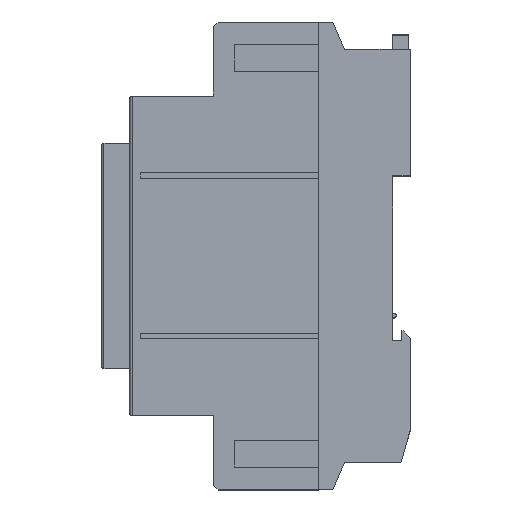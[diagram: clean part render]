
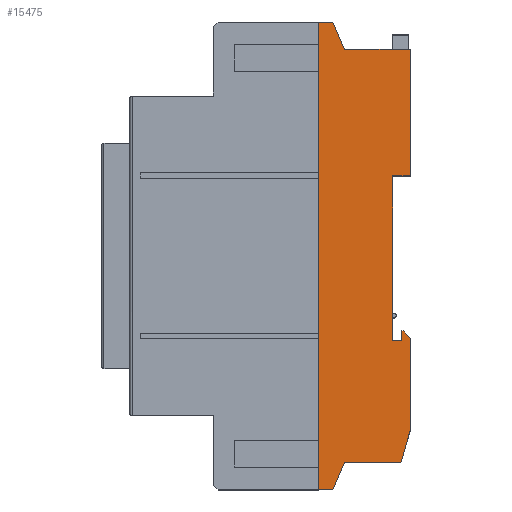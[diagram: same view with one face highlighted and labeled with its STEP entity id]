
A CAD part, top view. The second image highlights one B-rep face of the part: STEP entity #15475.
In plain terms, the highlighted face is planar.
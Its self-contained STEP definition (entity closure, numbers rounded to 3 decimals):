
#5523 = VERTEX_POINT ( 'NONE', #18380 ) ;
#14370 = VERTEX_POINT ( 'NONE', #20705 ) ;
#14373 = EDGE_CURVE ( 'NONE', #14370, #14375, #20704, .T. ) ;
#14375 = VERTEX_POINT ( 'NONE', #20700 ) ;
#14470 = EDGE_CURVE ( 'NONE', #14472, #14474, #20800, .T. ) ;
#14472 = VERTEX_POINT ( 'NONE', #20796 ) ;
#14474 = VERTEX_POINT ( 'NONE', #20795 ) ;
#14586 = VERTEX_POINT ( 'NONE', #20942 ) ;
#14590 = EDGE_CURVE ( 'NONE', #14586, #14593, #20941, .T. ) ;
#14593 = VERTEX_POINT ( 'NONE', #20937 ) ;
#14653 = EDGE_CURVE ( 'NONE', #14375, #14654, #21009, .T. ) ;
#14654 = VERTEX_POINT ( 'NONE', #21005 ) ;
#14701 = EDGE_CURVE ( 'NONE', #14703, #14705, #21029, .T. ) ;
#14703 = VERTEX_POINT ( 'NONE', #21025 ) ;
#14705 = VERTEX_POINT ( 'NONE', #21024 ) ;
#14798 = EDGE_CURVE ( 'NONE', #5523, #14800, #21114, .T. ) ;
#14800 = VERTEX_POINT ( 'NONE', #21171 ) ;
#15214 = EDGE_CURVE ( 'NONE', #15266, #14370, #21271, .T. ) ;
#15237 = EDGE_CURVE ( 'NONE', #14593, #15266, #21310, .T. ) ;
#15266 = VERTEX_POINT ( 'NONE', #21342 ) ;
#15291 = EDGE_CURVE ( 'NONE', #14472, #15292, #21384, .T. ) ;
#15292 = VERTEX_POINT ( 'NONE', #21380 ) ;
#15307 = EDGE_CURVE ( 'NONE', #15404, #14474, #21364, .T. ) ;
#15392 = EDGE_CURVE ( 'NONE', #14800, #14703, #21469, .T. ) ;
#15404 = VERTEX_POINT ( 'NONE', #21519 ) ;
#15422 = EDGE_CURVE ( 'NONE', #15404, #14586, #21503, .T. ) ;
#15432 = ORIENTED_EDGE ( 'NONE', *, *, #15506, .T. ) ;
#15433 = ORIENTED_EDGE ( 'NONE', *, *, #14701, .F. ) ;
#15435 = ORIENTED_EDGE ( 'NONE', *, *, #15392, .F. ) ;
#15449 = VERTEX_POINT ( 'NONE', #21548 ) ;
#15451 = ORIENTED_EDGE ( 'NONE', *, *, #15452, .T. ) ;
#15452 = EDGE_CURVE ( 'NONE', #15449, #14654, #21547, .T. ) ;
#15455 = ORIENTED_EDGE ( 'NONE', *, *, #14653, .F. ) ;
#15458 = ORIENTED_EDGE ( 'NONE', *, *, #14373, .F. ) ;
#15459 = ORIENTED_EDGE ( 'NONE', *, *, #15214, .F. ) ;
#15460 = ORIENTED_EDGE ( 'NONE', *, *, #15237, .F. ) ;
#15461 = ORIENTED_EDGE ( 'NONE', *, *, #14590, .F. ) ;
#15462 = ORIENTED_EDGE ( 'NONE', *, *, #15422, .F. ) ;
#15463 = ORIENTED_EDGE ( 'NONE', *, *, #15307, .T. ) ;
#15475 = ADVANCED_FACE ( 'NONE', ( #21539 ), #21538, .T. ) ;
#15478 = EDGE_LOOP ( 'NONE', ( #15481, #15482, #15485, #15451, #15455, #15458, #15459, #15460, #15461, #15462, #15463, #15576, #15577, #15432, #15433, #15435 ) ) ;
#15481 = ORIENTED_EDGE ( 'NONE', *, *, #14798, .F. ) ;
#15482 = ORIENTED_EDGE ( 'NONE', *, *, #15483, .T. ) ;
#15483 = EDGE_CURVE ( 'NONE', #5523, #15484, #21533, .T. ) ;
#15484 = VERTEX_POINT ( 'NONE', #21529 ) ;
#15485 = ORIENTED_EDGE ( 'NONE', *, *, #15487, .T. ) ;
#15487 = EDGE_CURVE ( 'NONE', #15484, #15449, #21528, .T. ) ;
#15506 = EDGE_CURVE ( 'NONE', #15292, #14705, #21587, .T. ) ;
#15576 = ORIENTED_EDGE ( 'NONE', *, *, #14470, .F. ) ;
#15577 = ORIENTED_EDGE ( 'NONE', *, *, #15291, .T. ) ;
#18380 = CARTESIAN_POINT ( 'NONE',  ( 0., -38.602, -29.39 ) ) ;
#20700 = CARTESIAN_POINT ( 'NONE',  ( 0., -39.102, -33.19 ) ) ;
#20701 = DIRECTION ( 'NONE',  ( 0., -1., 0. ) ) ;
#20702 = VECTOR ( 'NONE', #20701, 1000. ) ;
#20703 = CARTESIAN_POINT ( 'NONE',  ( 0., -100.108, -33.19 ) ) ;
#20704 = LINE ( 'NONE', #20703, #20702 ) ;
#20705 = CARTESIAN_POINT ( 'NONE',  ( 0., -4.102, -33.19 ) ) ;
#20795 = CARTESIAN_POINT ( 'NONE',  ( 0., 28.648, -48.89 ) ) ;
#20796 = CARTESIAN_POINT ( 'NONE',  ( 0., -70.852, -48.89 ) ) ;
#20797 = DIRECTION ( 'NONE',  ( 0., 1., 0. ) ) ;
#20798 = VECTOR ( 'NONE', #20797, 1000. ) ;
#20799 = CARTESIAN_POINT ( 'NONE',  ( 0., -100.108, -48.89 ) ) ;
#20800 = LINE ( 'NONE', #20799, #20798 ) ;
#20937 = CARTESIAN_POINT ( 'NONE',  ( 0., 22.898, -29.39 ) ) ;
#20938 = DIRECTION ( 'NONE',  ( 0., 0., 1. ) ) ;
#20939 = VECTOR ( 'NONE', #20938, 1000. ) ;
#20940 = CARTESIAN_POINT ( 'NONE',  ( 0., 22.898, -39.14 ) ) ;
#20941 = LINE ( 'NONE', #20940, #20939 ) ;
#20942 = CARTESIAN_POINT ( 'NONE',  ( 0., 22.898, -43.39 ) ) ;
#21005 = CARTESIAN_POINT ( 'NONE',  ( 0., -39.102, -31.19 ) ) ;
#21006 = DIRECTION ( 'NONE',  ( 0., 0., 1. ) ) ;
#21007 = VECTOR ( 'NONE', #21006, 1000. ) ;
#21008 = CARTESIAN_POINT ( 'NONE',  ( 0., -39.102, -39.14 ) ) ;
#21009 = LINE ( 'NONE', #21008, #21007 ) ;
#21024 = CARTESIAN_POINT ( 'NONE',  ( 0., -65.102, -43.39 ) ) ;
#21025 = CARTESIAN_POINT ( 'NONE',  ( 0., -65.102, -31.39 ) ) ;
#21026 = DIRECTION ( 'NONE',  ( 0., 0., -1. ) ) ;
#21027 = VECTOR ( 'NONE', #21026, 1000. ) ;
#21028 = CARTESIAN_POINT ( 'NONE',  ( 0., -65.102, -39.14 ) ) ;
#21029 = LINE ( 'NONE', #21028, #21027 ) ;
#21112 = DIRECTION ( 'NONE',  ( 0., -1., 0. ) ) ;
#21113 = CARTESIAN_POINT ( 'NONE',  ( 0., -100.108, -29.39 ) ) ;
#21114 = LINE ( 'NONE', #21113, #21172 ) ;
#21171 = CARTESIAN_POINT ( 'NONE',  ( 0., -58.102, -29.39 ) ) ;
#21172 = VECTOR ( 'NONE', #21112, 1000. ) ;
#21269 = VECTOR ( 'NONE', #21331, 1000. ) ;
#21270 = CARTESIAN_POINT ( 'NONE',  ( 0., -4.102, -39.14 ) ) ;
#21271 = LINE ( 'NONE', #21270, #21269 ) ;
#21307 = DIRECTION ( 'NONE',  ( 0., -1., 0. ) ) ;
#21308 = VECTOR ( 'NONE', #21307, 1000. ) ;
#21309 = CARTESIAN_POINT ( 'NONE',  ( 0., -100.108, -29.39 ) ) ;
#21310 = LINE ( 'NONE', #21309, #21308 ) ;
#21331 = DIRECTION ( 'NONE',  ( 0., 0., -1. ) ) ;
#21342 = CARTESIAN_POINT ( 'NONE',  ( 0., -4.102, -29.39 ) ) ;
#21362 = VECTOR ( 'NONE', #21426, 1000. ) ;
#21363 = CARTESIAN_POINT ( 'NONE',  ( 0., 28.648, -39.14 ) ) ;
#21364 = LINE ( 'NONE', #21363, #21362 ) ;
#21380 = CARTESIAN_POINT ( 'NONE',  ( 0., -70.852, -45.89 ) ) ;
#21381 = DIRECTION ( 'NONE',  ( 0., 0., 1. ) ) ;
#21382 = VECTOR ( 'NONE', #21381, 1000. ) ;
#21383 = CARTESIAN_POINT ( 'NONE',  ( 0., -70.852, -39.14 ) ) ;
#21384 = LINE ( 'NONE', #21383, #21382 ) ;
#21426 = DIRECTION ( 'NONE',  ( 0., 0., -1. ) ) ;
#21466 = DIRECTION ( 'NONE',  ( 0., -0.962, -0.275 ) ) ;
#21467 = VECTOR ( 'NONE', #21466, 1000. ) ;
#21468 = CARTESIAN_POINT ( 'NONE',  ( 0., -99.514, -41.221 ) ) ;
#21469 = LINE ( 'NONE', #21468, #21467 ) ;
#21500 = DIRECTION ( 'NONE',  ( 0., -0.917, 0.399 ) ) ;
#21501 = VECTOR ( 'NONE', #21500, 1000. ) ;
#21502 = CARTESIAN_POINT ( 'NONE',  ( 0., -82.107, 2.265 ) ) ;
#21503 = LINE ( 'NONE', #21502, #21501 ) ;
#21519 = CARTESIAN_POINT ( 'NONE',  ( 0., 28.648, -45.89 ) ) ;
#21525 = DIRECTION ( 'NONE',  ( 0., 0., -1. ) ) ;
#21526 = VECTOR ( 'NONE', #21525, 1000. ) ;
#21527 = CARTESIAN_POINT ( 'NONE',  ( 0., -37.102, -39.57 ) ) ;
#21528 = LINE ( 'NONE', #21527, #21526 ) ;
#21529 = CARTESIAN_POINT ( 'NONE',  ( 0., -37.102, -30.89 ) ) ;
#21530 = DIRECTION ( 'NONE',  ( 0., 0.707, -0.707 ) ) ;
#21531 = VECTOR ( 'NONE', #21530, 1000. ) ;
#21532 = CARTESIAN_POINT ( 'NONE',  ( 0., -64.48, -3.511 ) ) ;
#21533 = LINE ( 'NONE', #21532, #21531 ) ;
#21534 = DIRECTION ( 'NONE',  ( 0., 0., 1. ) ) ;
#21535 = DIRECTION ( 'NONE',  ( -1., 0., 0. ) ) ;
#21536 = CARTESIAN_POINT ( 'NONE',  ( 0., -100.108, -39.14 ) ) ;
#21537 = AXIS2_PLACEMENT_3D ( 'NONE', #21536, #21535, #21534 ) ;
#21538 = PLANE ( 'NONE',  #21537 ) ;
#21539 = FACE_OUTER_BOUND ( 'NONE', #15478, .T. ) ;
#21544 = DIRECTION ( 'NONE',  ( 0., -1., 0. ) ) ;
#21545 = VECTOR ( 'NONE', #21544, 1000. ) ;
#21546 = CARTESIAN_POINT ( 'NONE',  ( 0., -37.102, -31.19 ) ) ;
#21547 = LINE ( 'NONE', #21546, #21545 ) ;
#21548 = CARTESIAN_POINT ( 'NONE',  ( 0., -37.102, -31.19 ) ) ;
#21584 = DIRECTION ( 'NONE',  ( 0., 0.917, 0.399 ) ) ;
#21585 = VECTOR ( 'NONE', #21584, 1000. ) ;
#21586 = CARTESIAN_POINT ( 'NONE',  ( 0., -92.989, -55.514 ) ) ;
#21587 = LINE ( 'NONE', #21586, #21585 ) ;
